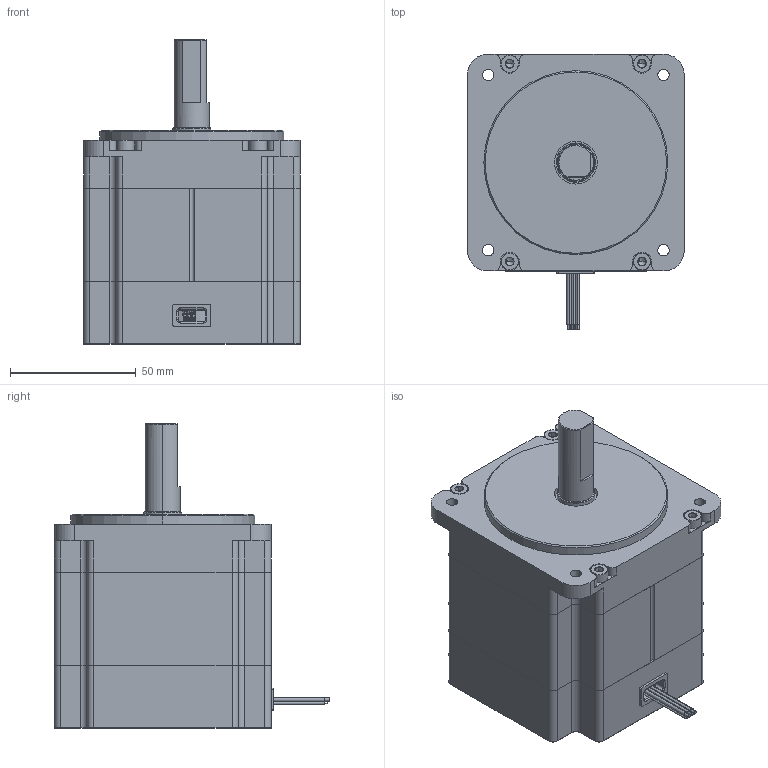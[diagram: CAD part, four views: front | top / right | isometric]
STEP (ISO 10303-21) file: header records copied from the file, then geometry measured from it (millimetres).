
FILE_DESCRIPTION((''),'2;1');
FILE_NAME('86ZWS81X-1_0_0_00WX_ASM','2022-01-24T',('wmt1115'),(''),'CREO PARAMETRIC BY PTC INC, 2018220','CREO PARAMETRIC BY PTC INC, 2018220','');
FILE_SCHEMA(('CONFIG_CONTROL_DESIGN'));
Products named in the file (20): 86ZWS101X-1_0_0_01; 10-119-4; 86ZWS81X-1_2_0_01; 86ZWS81X-1_2_0_03; 86ZWS81X-1_2_0_02; 6002-2Z; 86ZWS81X-1_2_0_00_ASM; 86ZWS81X-1_1_0_01; 86ZWS61X-1_1_0_02; 86ZWS101X-1_1_0_03; 86ZWS81X-1-1_0_00_ASM; 86ZWS101X-1_3_0_01; 42ZWS75X-1_3_0_02; 86ZWS101X-1_3_0_00_ASM; 86ZWS101X-1_0_0_02; 42ZWS75X-1_0_0_04; 42ZWS75X-1_0_0_03; 86ZWS81X-1_0_0_06_AF0; GBT70_1_M4X60; 86ZWS81X-1_0_0_00WX_ASM
Assembly tree (32 placements, depth 3):
  86ZWS81X-1_0_0_00WX_ASM
    86ZWS101X-1_0_0_01
    10-119-4
    86ZWS81X-1_2_0_00_ASM
      86ZWS81X-1_2_0_01
      86ZWS81X-1_2_0_03
      86ZWS81X-1_2_0_02  x10
      6002-2Z  x2
    86ZWS81X-1-1_0_00_ASM
      86ZWS81X-1_1_0_01
      86ZWS61X-1_1_0_02
      86ZWS101X-1_1_0_03
    86ZWS101X-1_3_0_00_ASM
      86ZWS101X-1_3_0_01
      42ZWS75X-1_3_0_02
    86ZWS101X-1_0_0_02
    42ZWS75X-1_0_0_04
    42ZWS75X-1_0_0_03
    86ZWS81X-1_0_0_06_AF0
    GBT70_1_M4X60  x4
Bounding box: 86.11 x 109.19 x 121 mm (x, y, z)
Volume: 367951.8 mm3; surface area: 230980.3 mm2
Topology: 35 solids, 47 shells, 3484 faces, 9305 edges, 6007 vertices
Faces by surface type: plane 2161, cylinder 988, cone 124, torus 107, sphere 80, bspline 24
Entity records: 102617 total; most frequent: CARTESIAN_POINT 20840, ORIENTED_EDGE 17218, DIRECTION 16827, EDGE_CURVE 8627, VECTOR 6063, LINE 6063, VERTEX_POINT 5660, AXIS2_PLACEMENT_3D 5382
